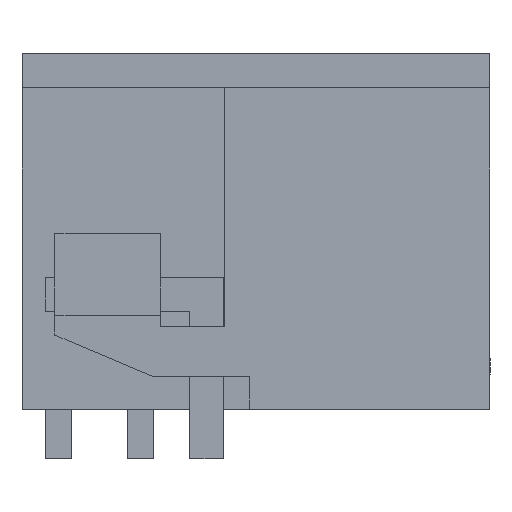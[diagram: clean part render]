
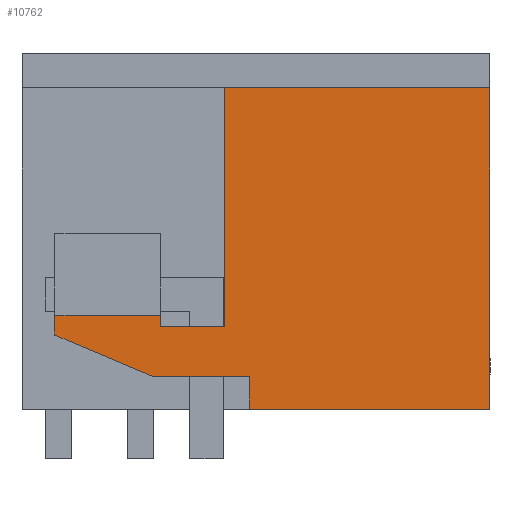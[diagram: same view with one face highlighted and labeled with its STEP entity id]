
A CAD part, left-side view. The second image highlights one B-rep face of the part: STEP entity #10762.
In plain terms, the highlighted planar face has unit normal (-1, 0, 0).
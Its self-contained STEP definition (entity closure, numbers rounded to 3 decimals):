
#10700=AXIS2_PLACEMENT_3D('Plane Axis2P3D',#10697,#10698,#10699) ;
#5374=CARTESIAN_POINT('Vertex',(0.,0.,11.25)) ;
#5377=CARTESIAN_POINT('Line Origine',(0.,0.,6.375)) ;
#5381=CARTESIAN_POINT('Vertex',(0.,0.,1.5)) ;
#10205=CARTESIAN_POINT('Line Origine',(0.,3.65,1.5)) ;
#10209=CARTESIAN_POINT('Vertex',(0.,7.3,1.5)) ;
#10350=CARTESIAN_POINT('Vertex',(0.,8.05,11.25)) ;
#10353=CARTESIAN_POINT('Line Origine',(0.,4.025,11.25)) ;
#10682=CARTESIAN_POINT('Vertex',(0.,7.3,2.497)) ;
#10685=CARTESIAN_POINT('Line Origine',(0.,7.3,1.998)) ;
#10697=CARTESIAN_POINT('Axis2P3D Location',(0.,0.,11.25)) ;
#10702=CARTESIAN_POINT('Line Origine',(0.,8.05,7.625)) ;
#10706=CARTESIAN_POINT('Vertex',(0.,8.05,4.)) ;
#10709=CARTESIAN_POINT('Line Origine',(0.,9.025,4.)) ;
#10713=CARTESIAN_POINT('Vertex',(0.,10.,4.)) ;
#10716=CARTESIAN_POINT('Line Origine',(0.,10.,4.175)) ;
#10720=CARTESIAN_POINT('Vertex',(0.,10.,4.35)) ;
#10723=CARTESIAN_POINT('Line Origine',(0.,11.6,4.35)) ;
#10727=CARTESIAN_POINT('Vertex',(0.,13.2,4.35)) ;
#10730=CARTESIAN_POINT('Line Origine',(0.,13.2,4.05)) ;
#10734=CARTESIAN_POINT('Vertex',(0.,13.2,3.75)) ;
#10737=CARTESIAN_POINT('Line Origine',(0.,11.721,3.123)) ;
#10741=CARTESIAN_POINT('Vertex',(0.,10.242,2.497)) ;
#10744=CARTESIAN_POINT('Line Origine',(0.,8.771,2.497)) ;
#5378=DIRECTION('Vector Direction',(0.,0.,-1.)) ;
#10206=DIRECTION('Vector Direction',(0.,1.,0.)) ;
#10354=DIRECTION('Vector Direction',(0.,1.,0.)) ;
#10686=DIRECTION('Vector Direction',(0.,0.,-1.)) ;
#10698=DIRECTION('Axis2P3D Direction',(1.,0.,0.)) ;
#10699=DIRECTION('Axis2P3D XDirection',(0.,0.,-1.)) ;
#10703=DIRECTION('Vector Direction',(0.,0.,1.)) ;
#10710=DIRECTION('Vector Direction',(0.,-1.,0.)) ;
#10717=DIRECTION('Vector Direction',(0.,0.,1.)) ;
#10724=DIRECTION('Vector Direction',(0.,1.,0.)) ;
#10731=DIRECTION('Vector Direction',(0.,0.,-1.)) ;
#10738=DIRECTION('Vector Direction',(0.,0.921,0.39)) ;
#10745=DIRECTION('Vector Direction',(0.,-1.,0.)) ;
#5379=VECTOR('Line Direction',#5378,1.) ;
#10207=VECTOR('Line Direction',#10206,1.) ;
#10355=VECTOR('Line Direction',#10354,1.) ;
#10687=VECTOR('Line Direction',#10686,1.) ;
#10704=VECTOR('Line Direction',#10703,1.) ;
#10711=VECTOR('Line Direction',#10710,1.) ;
#10718=VECTOR('Line Direction',#10717,1.) ;
#10725=VECTOR('Line Direction',#10724,1.) ;
#10732=VECTOR('Line Direction',#10731,1.) ;
#10739=VECTOR('Line Direction',#10738,1.) ;
#10746=VECTOR('Line Direction',#10745,1.) ;
#10750=ORIENTED_EDGE('',*,*,#10708,.F.) ;
#10751=ORIENTED_EDGE('',*,*,#10715,.F.) ;
#10752=ORIENTED_EDGE('',*,*,#10722,.F.) ;
#10753=ORIENTED_EDGE('',*,*,#10729,.F.) ;
#10754=ORIENTED_EDGE('',*,*,#10736,.F.) ;
#10755=ORIENTED_EDGE('',*,*,#10743,.F.) ;
#10756=ORIENTED_EDGE('',*,*,#10748,.F.) ;
#10757=ORIENTED_EDGE('',*,*,#10689,.F.) ;
#10758=ORIENTED_EDGE('',*,*,#10211,.F.) ;
#10759=ORIENTED_EDGE('',*,*,#5383,.F.) ;
#10760=ORIENTED_EDGE('',*,*,#10357,.T.) ;
#10762=ADVANCED_FACE('HOUSING',(#10761),#10701,.F.) ;
#5383=EDGE_CURVE('',#5375,#5382,#5380,.T.) ;
#10211=EDGE_CURVE('',#5382,#10210,#10208,.T.) ;
#10357=EDGE_CURVE('',#5375,#10351,#10356,.T.) ;
#10689=EDGE_CURVE('',#10210,#10683,#10688,.F.) ;
#10708=EDGE_CURVE('',#10707,#10351,#10705,.T.) ;
#10715=EDGE_CURVE('',#10714,#10707,#10712,.T.) ;
#10722=EDGE_CURVE('',#10721,#10714,#10719,.F.) ;
#10729=EDGE_CURVE('',#10728,#10721,#10726,.F.) ;
#10736=EDGE_CURVE('',#10735,#10728,#10733,.F.) ;
#10743=EDGE_CURVE('',#10742,#10735,#10740,.T.) ;
#10748=EDGE_CURVE('',#10683,#10742,#10747,.F.) ;
#10749=EDGE_LOOP('',(#10750,#10751,#10752,#10753,#10754,#10755,#10756,#10757,#10758,#10759,#10760)) ;
#10761=FACE_OUTER_BOUND('',#10749,.T.) ;
#5380=LINE('Line',#5377,#5379) ;
#10208=LINE('Line',#10205,#10207) ;
#10356=LINE('Line',#10353,#10355) ;
#10688=LINE('Line',#10685,#10687) ;
#10705=LINE('Line',#10702,#10704) ;
#10712=LINE('Line',#10709,#10711) ;
#10719=LINE('Line',#10716,#10718) ;
#10726=LINE('Line',#10723,#10725) ;
#10733=LINE('Line',#10730,#10732) ;
#10740=LINE('Line',#10737,#10739) ;
#10747=LINE('Line',#10744,#10746) ;
#10701=PLANE('',#10700) ;
#5375=VERTEX_POINT('',#5374) ;
#5382=VERTEX_POINT('',#5381) ;
#10210=VERTEX_POINT('',#10209) ;
#10351=VERTEX_POINT('',#10350) ;
#10683=VERTEX_POINT('',#10682) ;
#10707=VERTEX_POINT('',#10706) ;
#10714=VERTEX_POINT('',#10713) ;
#10721=VERTEX_POINT('',#10720) ;
#10728=VERTEX_POINT('',#10727) ;
#10735=VERTEX_POINT('',#10734) ;
#10742=VERTEX_POINT('',#10741) ;
